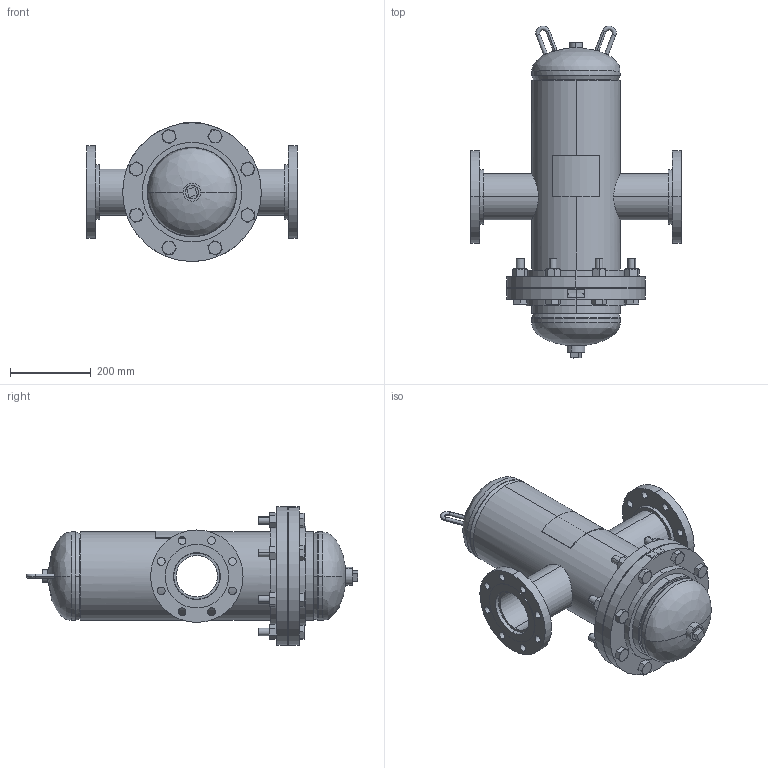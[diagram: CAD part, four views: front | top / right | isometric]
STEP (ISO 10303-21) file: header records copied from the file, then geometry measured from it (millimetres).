
FILE_DESCRIPTION (( 'STEP AP203' ), '1' );
FILE_NAME ('WVA-4.STEP', '2021-03-10T19:42:17', ( '' ), ( '' ), 'SwSTEP 2.0', 'SolidWorks 2021', '' );
FILE_SCHEMA (( 'CONFIG_CONTROL_DESIGN' ));
Length unit declared in the file: inch
Products named in the file (18): 9200005; 9500030; 9600830_8.625" VERT; SORF FLANGES ASME B16.5_8 150# SA-105; PLUGS_9500150; 9500050; 73J0661; 99P3946_DEFAULT; 99P3947; SORF FLANGES ASME B16.5_4 150# SA-105; 9400540_tall; 9800582_HHBOLT 0.7500-10x4x4-N; 9301090_6.8125; 99M3580_13.5; 9800630_HHNUT 0.7500-10-D-N; WVA-4; Garlock F.F. Gaskets 150# .0625 tk_9471008
Assembly tree (36 placements, depth 2):
  WVA-4
    99P3946_DEFAULT
    99P3947
    9200005
    9200005
    9500030
    9500050
    PLUGS_9500150
    9301090_6.8125  x2
    SORF FLANGES ASME B16.5_4 150# SA-105  x2
    SORF FLANGES ASME B16.5_8 150# SA-105  x2
    Garlock F.F. Gaskets 150# .0625 tk_9471008
    9800582_HHBOLT 0.7500-10x4x4-N  x8
    9800630_HHNUT 0.7500-10-D-N  x8
    9400540_tall  x2
    73J0661  x2
    99M3580_13.5
    9600830_8.625" VERT
Bounding box: 523.88 x 820.98 x 343.65 mm (x, y, z)
Volume: 8188776.1 mm3; surface area: 2229282.4 mm2
Topology: 36 solids, 36 shells, 677 faces, 1510 edges, 918 vertices
Faces by surface type: cylinder 232, cone 216, plane 193, torus 20, bspline 16
Entity records: 12594 total; most frequent: CARTESIAN_POINT 3647, DIRECTION 1460, ORIENTED_EDGE 1256, AXIS2_PLACEMENT_3D 631, EDGE_CURVE 628, VERTEX_POINT 394, EDGE_LOOP 358, CIRCLE 334
